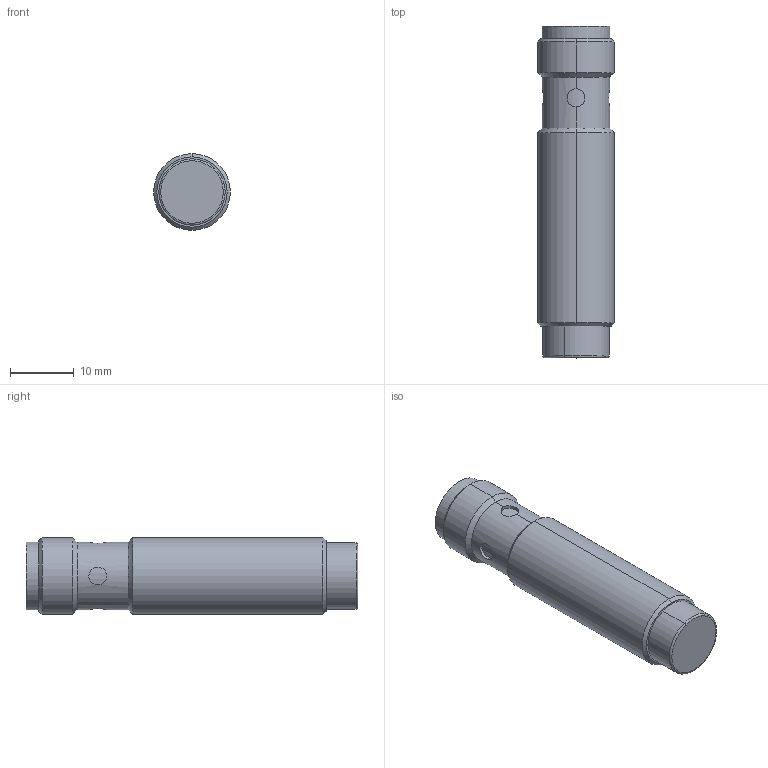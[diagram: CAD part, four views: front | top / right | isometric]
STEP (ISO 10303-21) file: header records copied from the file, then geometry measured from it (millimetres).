
FILE_DESCRIPTION((''),'2;1');
FILE_NAME('DM_CAD-6690_SW0001','2019-08-14T11:56:43',('creinig-se'),(''),'CREO PARAMETRIC BY PTC INC, 2018420','CREO PARAMETRIC BY PTC INC, 2018420','');
FILE_SCHEMA(('CONFIG_CONTROL_DESIGN','SHAPE_APPEARANCE_LAYERS_GROUPS'));
Length unit declared in the file: millimetre
Products named in the file (1): DM_CAD-6690_SW0001
Bounding box: 12 x 52 x 12 mm (x, y, z)
Volume: 4695.3 mm3; surface area: 3322.1 mm2
Topology: 1 solids, 1 shells, 131 faces, 422 edges, 348 vertices
Faces by surface type: cylinder 75, plane 40, cone 12, sphere 2, torus 2
Entity records: 6097 total; most frequent: CARTESIAN_POINT 1169, DIRECTION 854, ORIENTED_EDGE 738, EDGE_CURVE 369, AXIS2_PLACEMENT_3D 326, VERTEX_POINT 246, VECTOR 202, LINE 202
